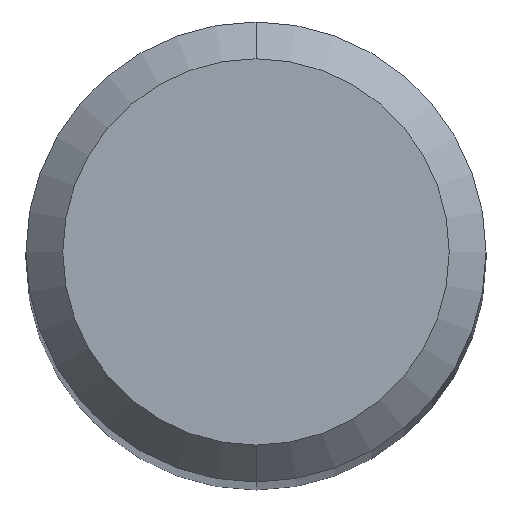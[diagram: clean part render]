
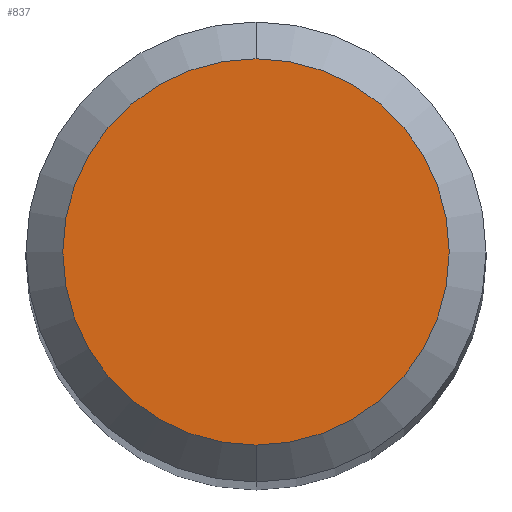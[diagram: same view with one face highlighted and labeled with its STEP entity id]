
A CAD part, top view. The second image highlights one B-rep face of the part: STEP entity #837.
In plain terms, the highlighted planar face has unit normal (0, 0, 1).
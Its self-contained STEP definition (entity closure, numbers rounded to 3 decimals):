
#323=VERTEX_POINT('',#895);
#497=EDGE_CURVE('',#547,#323,#1081,.T.);
#547=VERTEX_POINT('',#1138);
#771=EDGE_CURVE('',#323,#547,#1385,.T.);
#837=ADVANCED_FACE('',(#1456),#1457,.T.);
#895=CARTESIAN_POINT('',(0.0,2.1,0.0));
#1081=CIRCLE('',#2707,2.1);
#1138=CARTESIAN_POINT('',(0.,-2.1,0.0));
#1385=CIRCLE('',#5317,2.1);
#1456=FACE_OUTER_BOUND('',#5571,.T.);
#1457=PLANE('',#5572);
#2707=AXIS2_PLACEMENT_3D('',#5854,#5855,#5856);
#5317=AXIS2_PLACEMENT_3D('',#6241,#6242,#6243);
#5571=EDGE_LOOP('',(#6294,#6295));
#5572=AXIS2_PLACEMENT_3D('',#6296,#6297,#6298);
#5854=CARTESIAN_POINT('',(0.0,0.0,0.0));
#5855=DIRECTION('',(0.0,0.0,-1.0));
#5856=DIRECTION('',(0.0,1.0,0.0));
#6241=CARTESIAN_POINT('',(0.0,0.0,0.0));
#6242=DIRECTION('',(0.0,0.0,-1.0));
#6243=DIRECTION('',(0.0,1.0,0.0));
#6294=ORIENTED_EDGE('',*,*,#771,.F.);
#6295=ORIENTED_EDGE('',*,*,#497,.F.);
#6296=CARTESIAN_POINT('',(0.0,1.05,0.0));
#6297=DIRECTION('',(-0.0,0.0,1.0));
#6298=DIRECTION('',(0.0,-1.0,0.0));
